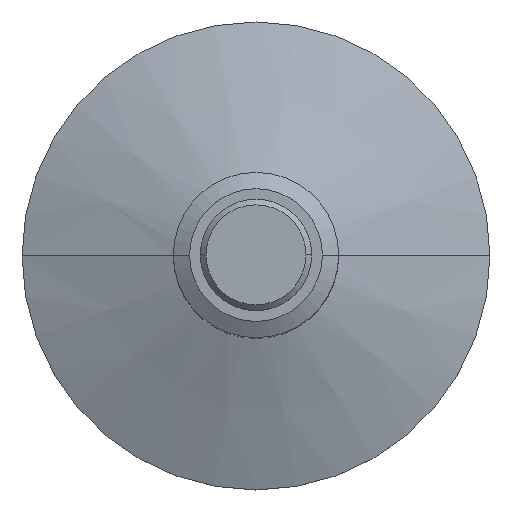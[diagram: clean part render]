
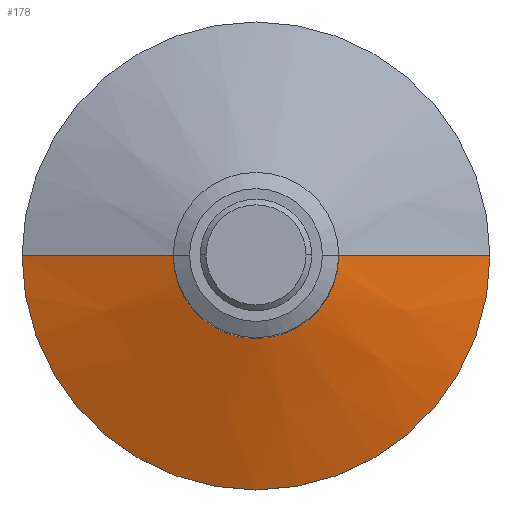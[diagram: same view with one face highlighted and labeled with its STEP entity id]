
A CAD part, top view. The second image highlights one B-rep face of the part: STEP entity #178.
In plain terms, the highlighted conical face has half-angle 70 degrees and reference radius 25.2 mm.
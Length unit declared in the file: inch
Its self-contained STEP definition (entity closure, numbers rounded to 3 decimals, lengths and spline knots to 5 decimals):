
#39 = DIRECTION ( 'NONE',  ( 0., 0., -1. ) ) ;
#43 = VERTEX_POINT ( 'NONE', #620 ) ;
#52 = DIRECTION ( 'NONE',  ( -1., 0., 0. ) ) ;
#76 = ORIENTED_EDGE ( 'NONE', *, *, #809, .F. ) ;
#117 = VERTEX_POINT ( 'NONE', #894 ) ;
#126 = DIRECTION ( 'NONE',  ( 0., 0., 1. ) ) ;
#159 = VERTEX_POINT ( 'NONE', #303 ) ;
#178 = ADVANCED_FACE ( 'NONE', ( #686 ), #585, .T. ) ;
#196 = ORIENTED_EDGE ( 'NONE', *, *, #229, .T. ) ;
#210 = CARTESIAN_POINT ( 'NONE',  ( -0.99213, 0., -2.68318 ) ) ;
#229 = EDGE_CURVE ( 'NONE', #833, #159, #801, .T. ) ;
#270 = CIRCLE ( 'NONE', #395, 0.35039 ) ;
#303 = CARTESIAN_POINT ( 'NONE',  ( 0.99213, 0., -2.68318 ) ) ;
#395 = AXIS2_PLACEMENT_3D ( 'NONE', #988, #916, #907 ) ;
#447 = DIRECTION ( 'NONE',  ( -1., 0., 0. ) ) ;
#466 = DIRECTION ( 'NONE',  ( -0.94, 0., 0.342 ) ) ;
#504 = AXIS2_PLACEMENT_3D ( 'NONE', #904, #39, #52 ) ;
#515 = EDGE_CURVE ( 'NONE', #159, #117, #550, .T. ) ;
#545 = VECTOR ( 'NONE', #466, 39.37008 ) ;
#547 = ORIENTED_EDGE ( 'NONE', *, *, #630, .T. ) ;
#550 = LINE ( 'NONE', #935, #545 ) ;
#568 = DIRECTION ( 'NONE',  ( -0.94, 0., -0.342 ) ) ;
#585 = CONICAL_SURFACE ( 'NONE', #504, 0.99213, 1.222 ) ;
#620 = CARTESIAN_POINT ( 'NONE',  ( -0.35039, 0., -2.44961 ) ) ;
#624 = AXIS2_PLACEMENT_3D ( 'NONE', #839, #126, #447 ) ;
#630 = EDGE_CURVE ( 'NONE', #43, #833, #955, .T. ) ;
#686 = FACE_OUTER_BOUND ( 'NONE', #755, .T. ) ;
#755 = EDGE_LOOP ( 'NONE', ( #837, #76, #547, #196 ) ) ;
#801 = CIRCLE ( 'NONE', #624, 0.99213 ) ;
#809 = EDGE_CURVE ( 'NONE', #43, #117, #270, .T. ) ;
#833 = VERTEX_POINT ( 'NONE', #210 ) ;
#837 = ORIENTED_EDGE ( 'NONE', *, *, #515, .T. ) ;
#839 = CARTESIAN_POINT ( 'NONE',  ( 0., 0., -2.68318 ) ) ;
#879 = CARTESIAN_POINT ( 'NONE',  ( -0.67126, 0., -2.56639 ) ) ;
#894 = CARTESIAN_POINT ( 'NONE',  ( 0.35039, 0., -2.44961 ) ) ;
#904 = CARTESIAN_POINT ( 'NONE',  ( 0., 0., -2.68318 ) ) ;
#907 = DIRECTION ( 'NONE',  ( -1., 0., 0. ) ) ;
#915 = VECTOR ( 'NONE', #568, 39.37008 ) ;
#916 = DIRECTION ( 'NONE',  ( 0., 0., 1. ) ) ;
#935 = CARTESIAN_POINT ( 'NONE',  ( 0.67126, 0., -2.56639 ) ) ;
#955 = LINE ( 'NONE', #879, #915 ) ;
#988 = CARTESIAN_POINT ( 'NONE',  ( 0., 0., -2.44961 ) ) ;
